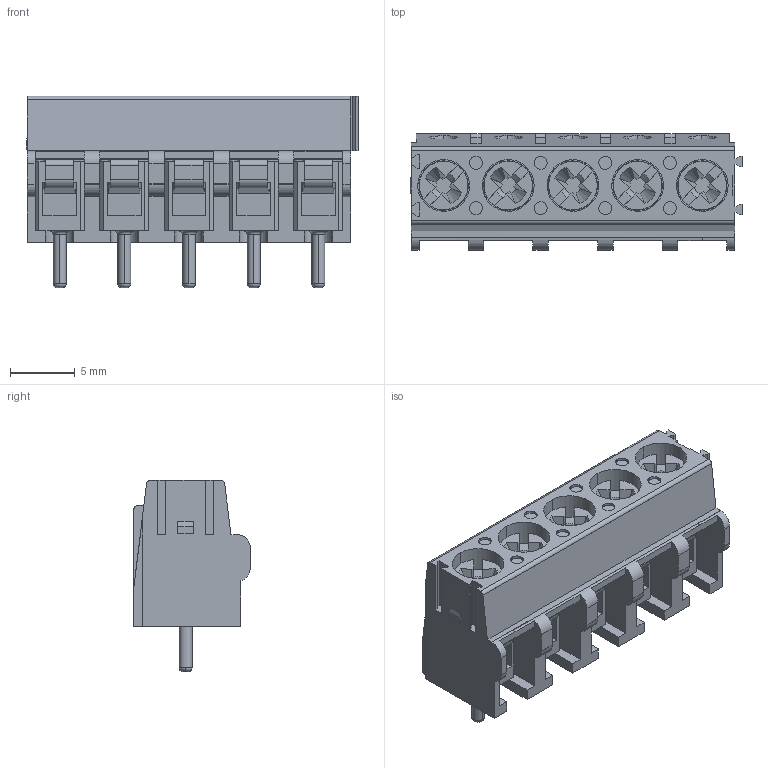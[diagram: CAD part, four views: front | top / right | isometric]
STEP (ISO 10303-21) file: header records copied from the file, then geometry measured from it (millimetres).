
FILE_DESCRIPTION(('STEP AP242'),'1');
FILE_NAME('1935190.stp','2023-05-06T23:24:30',('TraceParts'),('TraceParts S.A.'),'Spatial InterOp 3D',' ',' ');
FILE_SCHEMA(('AP242_MANAGED_MODEL_BASED_3D_ENGINEERING_MIM_LF {1 0 10303 442 1 1 4}'));
Length unit declared in the file: millimetre
Products named in the file (1): 1935190_1
Bounding box: 25.67 x 9 x 14.8 mm (x, y, z)
Volume: 1590.3 mm3; surface area: 3427.2 mm2
Topology: 11 solids, 11 shells, 795 faces, 2311 edges, 1534 vertices
Faces by surface type: plane 395, cylinder 310, cone 60, torus 30
Entity records: 47114 total; most frequent: CARTESIAN_POINT 8711, ORIENTED_EDGE 4624, DIRECTION 4428, STYLED_ITEM 2908, PRESENTATION_STYLE_ASSIGNMENT 2908, COLOUR_RGB 2908, EDGE_CURVE 2312, CURVE_STYLE 2102
